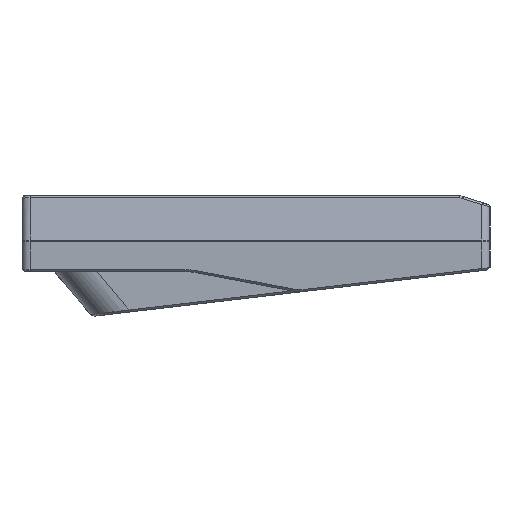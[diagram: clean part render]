
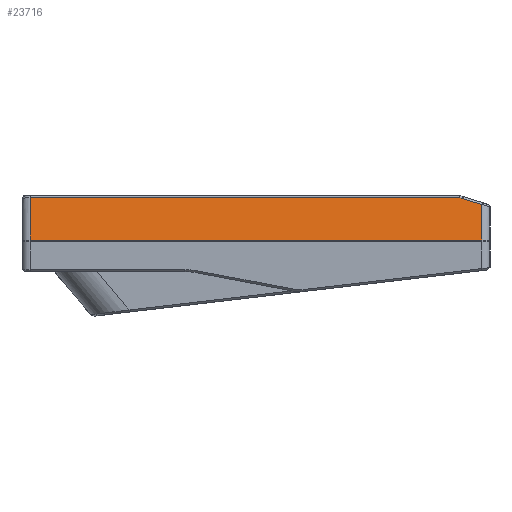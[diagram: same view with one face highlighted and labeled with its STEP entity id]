
A CAD part, left-side view. The second image highlights one B-rep face of the part: STEP entity #23716.
In plain terms, the highlighted planar face has unit normal (-0.99, 0, 0.139).
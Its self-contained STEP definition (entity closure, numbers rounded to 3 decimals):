
#354=B_SPLINE_CURVE_WITH_KNOTS('',3,(#35100,#35101,#35102,#35103),
 .UNSPECIFIED.,.F.,.F.,(4,4),(-43.426,-42.927),
 .UNSPECIFIED.);
#357=B_SPLINE_CURVE_WITH_KNOTS('',3,(#35144,#35145,#35146,#35147),
 .UNSPECIFIED.,.F.,.F.,(4,4),(-43.501,-43.426),
 .UNSPECIFIED.);
#360=B_SPLINE_CURVE_WITH_KNOTS('',3,(#35195,#35196,#35197,#35198,#35199),
 .UNSPECIFIED.,.F.,.F.,(4,1,4),(-54.093,-49.554,-43.501),
 .UNSPECIFIED.);
#2262=FACE_OUTER_BOUND('',#3550,.T.);
#3550=EDGE_LOOP('',(#16020,#16021,#16022,#16023,#16024,#16025));
#5072=LINE('',#35332,#7420);
#5073=LINE('',#35334,#7421);
#5074=LINE('',#35335,#7422);
#7420=VECTOR('',#27584,10.);
#7421=VECTOR('',#27585,10.);
#7422=VECTOR('',#27586,10.);
#9785=VERTEX_POINT('',#35043);
#9787=VERTEX_POINT('',#35092);
#9788=VERTEX_POINT('',#35136);
#9789=VERTEX_POINT('',#35187);
#9791=VERTEX_POINT('',#35331);
#9792=VERTEX_POINT('',#35333);
#12246=EDGE_CURVE('',#9787,#9785,#354,.T.);
#12249=EDGE_CURVE('',#9788,#9787,#357,.T.);
#12252=EDGE_CURVE('',#9789,#9788,#360,.T.);
#12257=EDGE_CURVE('',#9791,#9789,#5072,.T.);
#12258=EDGE_CURVE('',#9792,#9791,#5073,.T.);
#12259=EDGE_CURVE('',#9785,#9792,#5074,.T.);
#16020=ORIENTED_EDGE('',*,*,#12246,.F.);
#16021=ORIENTED_EDGE('',*,*,#12249,.F.);
#16022=ORIENTED_EDGE('',*,*,#12252,.F.);
#16023=ORIENTED_EDGE('',*,*,#12257,.F.);
#16024=ORIENTED_EDGE('',*,*,#12258,.F.);
#16025=ORIENTED_EDGE('',*,*,#12259,.F.);
#23051=PLANE('',#25044);
#23716=ADVANCED_FACE('',(#2262),#23051,.F.);
#25044=AXIS2_PLACEMENT_3D('',#35330,#27582,#27583);
#27582=DIRECTION('center_axis',(0.99,0.,-0.139));
#27583=DIRECTION('ref_axis',(-0.139,0.,-0.99));
#27584=DIRECTION('',(0.139,0.,0.99));
#27585=DIRECTION('',(0.,1.,0.));
#27586=DIRECTION('',(-0.139,0.,-0.99));
#35043=CARTESIAN_POINT('',(-4.97,-102.475,8.828));
#35092=CARTESIAN_POINT('',(-4.754,-97.741,10.366));
#35100=CARTESIAN_POINT('Ctrl Pts',(-4.754,-97.741,
10.366));
#35101=CARTESIAN_POINT('Ctrl Pts',(-4.826,-99.319,
9.853));
#35102=CARTESIAN_POINT('Ctrl Pts',(-4.898,-100.896,
9.341));
#35103=CARTESIAN_POINT('Ctrl Pts',(-4.97,-102.475,8.828));
#35136=CARTESIAN_POINT('',(-4.737,-97.,10.484));
#35144=CARTESIAN_POINT('Ctrl Pts',(-4.737,-97.,
10.484));
#35145=CARTESIAN_POINT('Ctrl Pts',(-4.737,-97.251,
10.484));
#35146=CARTESIAN_POINT('Ctrl Pts',(-4.743,-97.503,
10.444));
#35147=CARTESIAN_POINT('Ctrl Pts',(-4.754,-97.741,
10.366));
#35187=CARTESIAN_POINT('',(-4.737,8.925,10.484));
#35195=CARTESIAN_POINT('Ctrl Pts',(-4.737,8.925,10.484));
#35196=CARTESIAN_POINT('Ctrl Pts',(-4.737,-6.222,
10.484));
#35197=CARTESIAN_POINT('Ctrl Pts',(-4.737,-41.507,
10.484));
#35198=CARTESIAN_POINT('Ctrl Pts',(-4.737,-76.822,
10.484));
#35199=CARTESIAN_POINT('Ctrl Pts',(-4.737,-97.,
10.484));
#35330=CARTESIAN_POINT('Origin',(-4.665,-104.475,11.));
#35331=CARTESIAN_POINT('',(-6.196,8.925,0.105));
#35332=CARTESIAN_POINT('',(-2.377,8.925,27.274));
#35333=CARTESIAN_POINT('',(-6.196,-102.475,0.105));
#35334=CARTESIAN_POINT('',(-6.196,-47.4,0.105));
#35335=CARTESIAN_POINT('',(-5.426,-102.475,5.585));
